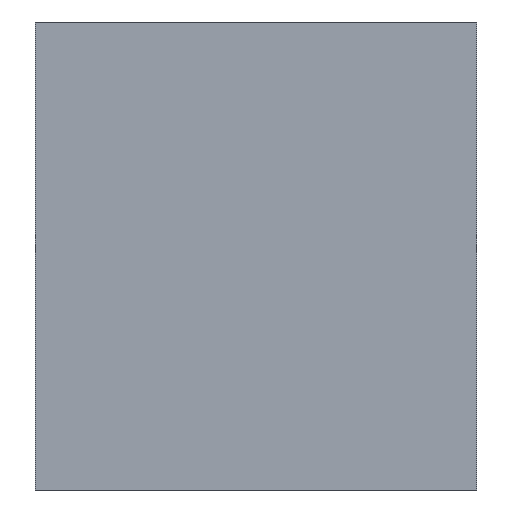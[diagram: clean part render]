
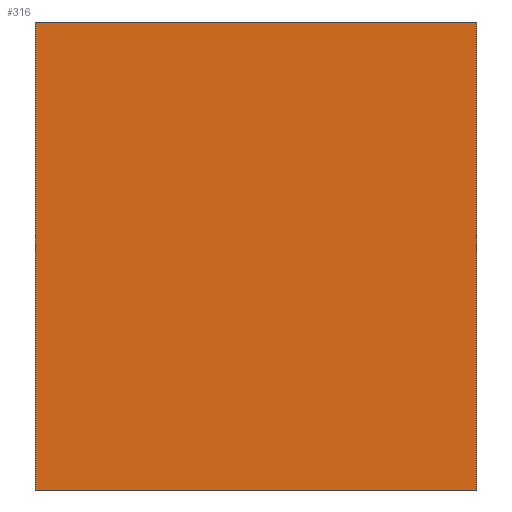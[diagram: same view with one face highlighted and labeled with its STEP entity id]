
A CAD part, left-side view. The second image highlights one B-rep face of the part: STEP entity #316.
In plain terms, the highlighted planar face has unit normal (-1, 0, 0).
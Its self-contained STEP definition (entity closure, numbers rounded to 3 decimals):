
#29=PLANE('',#359);
#43=FACE_OUTER_BOUND('',#62,.T.);
#62=EDGE_LOOP('',(#269,#270,#271,#272));
#96=LINE('',#510,#132);
#99=LINE('',#516,#135);
#100=LINE('',#518,#136);
#101=LINE('',#519,#137);
#132=VECTOR('',#418,10.);
#135=VECTOR('',#425,10.);
#136=VECTOR('',#426,10.);
#137=VECTOR('',#427,10.);
#171=VERTEX_POINT('',#507);
#172=VERTEX_POINT('',#509);
#173=VERTEX_POINT('',#515);
#174=VERTEX_POINT('',#517);
#206=EDGE_CURVE('',#171,#172,#96,.T.);
#209=EDGE_CURVE('',#173,#171,#99,.T.);
#210=EDGE_CURVE('',#173,#174,#100,.T.);
#211=EDGE_CURVE('',#172,#174,#101,.T.);
#269=ORIENTED_EDGE('',*,*,#209,.F.);
#270=ORIENTED_EDGE('',*,*,#210,.T.);
#271=ORIENTED_EDGE('',*,*,#211,.F.);
#272=ORIENTED_EDGE('',*,*,#206,.F.);
#316=ADVANCED_FACE('',(#43),#29,.T.);
#359=AXIS2_PLACEMENT_3D('',#514,#423,#424);
#418=DIRECTION('',(0.,-1.,0.));
#423=DIRECTION('center_axis',(-1.,0.,0.));
#424=DIRECTION('ref_axis',(0.,0.,-1.));
#425=DIRECTION('',(0.,0.,1.));
#426=DIRECTION('',(0.,-1.,0.));
#427=DIRECTION('',(0.,0.,-1.));
#507=CARTESIAN_POINT('',(-10.,10.,0.));
#509=CARTESIAN_POINT('',(-10.,-49.8,0.));
#510=CARTESIAN_POINT('',(-10.,10.,0.));
#514=CARTESIAN_POINT('Origin',(-10.,10.,0.));
#515=CARTESIAN_POINT('',(-10.,10.,-63.4));
#516=CARTESIAN_POINT('',(-10.,10.,-63.4));
#517=CARTESIAN_POINT('',(-10.,-49.8,-63.4));
#518=CARTESIAN_POINT('',(-10.,10.,-63.4));
#519=CARTESIAN_POINT('',(-10.,-49.8,-63.4));
